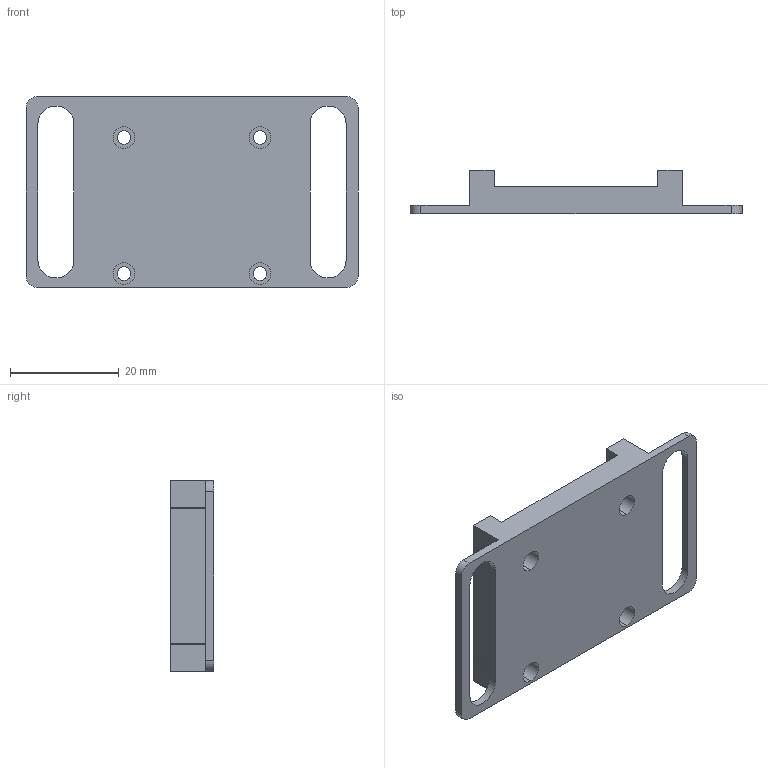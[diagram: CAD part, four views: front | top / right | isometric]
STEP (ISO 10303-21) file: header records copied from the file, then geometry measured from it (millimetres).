
FILE_DESCRIPTION (( 'STEP AP203' ), '1' );
FILE_NAME ('56STS-AM.STEP', '2016-05-03T02:46:55', ( '' ), ( '' ), 'SwSTEP 2.0', 'SolidWorks 2016', '' );
FILE_SCHEMA (( 'CONFIG_CONTROL_DESIGN' ));
Length unit declared in the file: millimetre
Products named in the file (1): 56STS-AM
Bounding box: 61 x 8 x 35 mm (x, y, z)
Volume: 8121.6 mm3; surface area: 5127.1 mm2
Topology: 1 solids, 1 shells, 56 faces, 150 edges, 100 vertices
Faces by surface type: cylinder 30, plane 26
Entity records: 1875 total; most frequent: DIRECTION 324, CARTESIAN_POINT 307, ORIENTED_EDGE 300, EDGE_CURVE 150, AXIS2_PLACEMENT_3D 117, VERTEX_POINT 100, VECTOR 90, LINE 90
